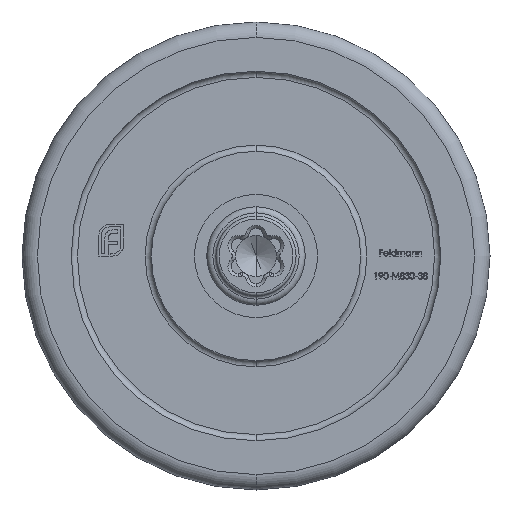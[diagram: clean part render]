
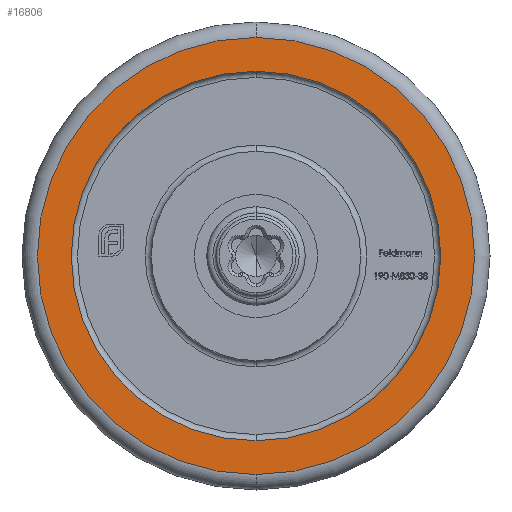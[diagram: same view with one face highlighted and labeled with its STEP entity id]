
A CAD part, front view. The second image highlights one B-rep face of the part: STEP entity #16806.
In plain terms, the highlighted planar face has unit normal (0, -1, 0).
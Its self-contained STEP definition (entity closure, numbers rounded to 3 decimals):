
#701 = FACE_BOUND ( 'NONE', #11100, .T. ) ;
#2716 = ORIENTED_EDGE ( 'NONE', *, *, #14867, .F. ) ;
#3049 = DIRECTION ( 'NONE',  ( 0., -1., 0. ) ) ;
#3132 = CIRCLE ( 'NONE', #18920, 17.75 ) ;
#3223 = CARTESIAN_POINT ( 'NONE',  ( 0., 0., 17.75 ) ) ;
#3326 = FACE_OUTER_BOUND ( 'NONE', #16060, .T. ) ;
#3351 = AXIS2_PLACEMENT_3D ( 'NONE', #10914, #12649, #15921 ) ;
#3991 = ORIENTED_EDGE ( 'NONE', *, *, #19118, .F. ) ;
#4254 = CARTESIAN_POINT ( 'NONE',  ( 0., 0., 0. ) ) ;
#4862 = AXIS2_PLACEMENT_3D ( 'NONE', #4254, #9493, #12843 ) ;
#5318 = VERTEX_POINT ( 'NONE', #18556 ) ;
#5513 = ORIENTED_EDGE ( 'NONE', *, *, #15016, .T. ) ;
#5656 = CARTESIAN_POINT ( 'NONE',  ( 0., 0., 0. ) ) ;
#6015 = PLANE ( 'NONE',  #14074 ) ;
#7128 = AXIS2_PLACEMENT_3D ( 'NONE', #21586, #18215, #8347 ) ;
#7317 = CIRCLE ( 'NONE', #7128, 15. ) ;
#7479 = CARTESIAN_POINT ( 'NONE',  ( 19., 0., 0. ) ) ;
#8074 = VERTEX_POINT ( 'NONE', #3223 ) ;
#8347 = DIRECTION ( 'NONE',  ( 0., 0., -1. ) ) ;
#9156 = DIRECTION ( 'NONE',  ( 0., -1., 0. ) ) ;
#9467 = CARTESIAN_POINT ( 'NONE',  ( 0., 0., -17.75 ) ) ;
#9493 = DIRECTION ( 'NONE',  ( 0., -1., 0. ) ) ;
#9816 = ORIENTED_EDGE ( 'NONE', *, *, #14014, .T. ) ;
#10914 = CARTESIAN_POINT ( 'NONE',  ( 0., 0., 0. ) ) ;
#11100 = EDGE_LOOP ( 'NONE', ( #2716, #3991 ) ) ;
#11402 = VERTEX_POINT ( 'NONE', #13992 ) ;
#12649 = DIRECTION ( 'NONE',  ( 0., -1., 0. ) ) ;
#12843 = DIRECTION ( 'NONE',  ( 0., 0., -1. ) ) ;
#13992 = CARTESIAN_POINT ( 'NONE',  ( 0., 0., 15. ) ) ;
#14014 = EDGE_CURVE ( 'NONE', #14542, #8074, #3132, .T. ) ;
#14074 = AXIS2_PLACEMENT_3D ( 'NONE', #7479, #3049, #21184 ) ;
#14152 = DIRECTION ( 'NONE',  ( 0., 0., -1. ) ) ;
#14542 = VERTEX_POINT ( 'NONE', #9467 ) ;
#14867 = EDGE_CURVE ( 'NONE', #5318, #11402, #18937, .T. ) ;
#15016 = EDGE_CURVE ( 'NONE', #8074, #14542, #19996, .T. ) ;
#15921 = DIRECTION ( 'NONE',  ( 0., 0., -1. ) ) ;
#16060 = EDGE_LOOP ( 'NONE', ( #9816, #5513 ) ) ;
#16806 = ADVANCED_FACE ( 'NONE', ( #3326, #701 ), #6015, .T. ) ;
#18215 = DIRECTION ( 'NONE',  ( 0., -1., 0. ) ) ;
#18556 = CARTESIAN_POINT ( 'NONE',  ( 0., 0., -15. ) ) ;
#18920 = AXIS2_PLACEMENT_3D ( 'NONE', #5656, #9156, #14152 ) ;
#18937 = CIRCLE ( 'NONE', #3351, 15. ) ;
#19118 = EDGE_CURVE ( 'NONE', #11402, #5318, #7317, .T. ) ;
#19996 = CIRCLE ( 'NONE', #4862, 17.75 ) ;
#21184 = DIRECTION ( 'NONE',  ( 0., 0., -1. ) ) ;
#21586 = CARTESIAN_POINT ( 'NONE',  ( 0., 0., 0. ) ) ;
